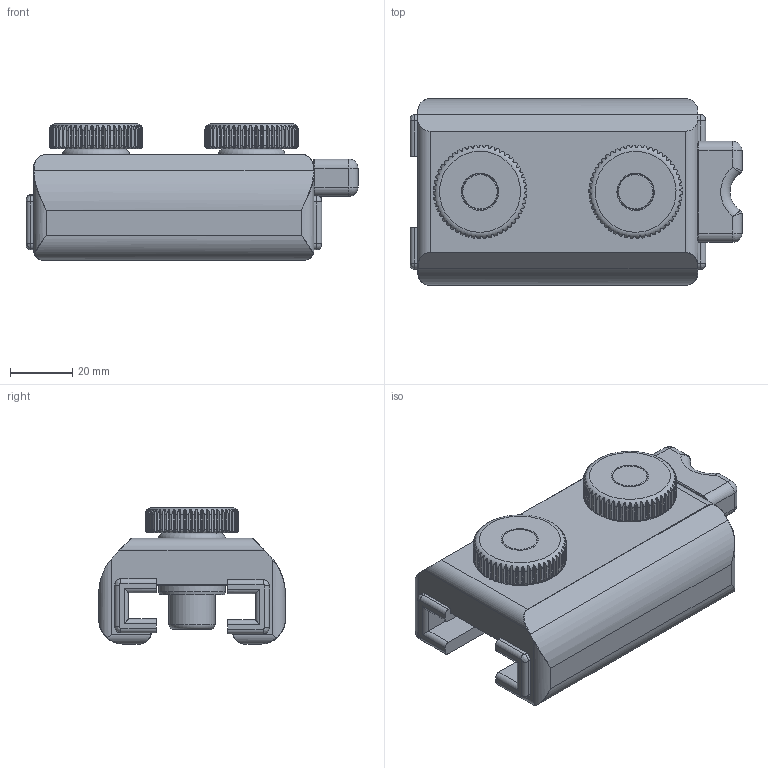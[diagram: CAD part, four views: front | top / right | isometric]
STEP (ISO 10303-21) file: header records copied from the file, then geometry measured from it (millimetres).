
FILE_DESCRIPTION(/* description */ (''),/* implementation_level */ '2;1');
FILE_NAME(/* name */ '691.722-AL.stp',/* time_stamp */ '2020-10-26T14:08:56+01:00',/* author */ ('lucade'),/* organization */ (''),/* preprocessor_version */ 'ST-DEVELOPER v18.1',/* originating_system */ 'Autodesk Inventor 2021',/* authorisation */ '');
FILE_SCHEMA (('AUTOMOTIVE_DESIGN { 1 0 10303 214 3 1 1 }'));
Length unit declared in the file: millimetre
Products named in the file (1): 20102614
Bounding box: 106.7 x 60 x 43.8 mm (x, y, z)
Volume: 137428.3 mm3; surface area: 38647.6 mm2
Topology: 1 solids, 8 shells, 700 faces, 1916 edges, 1218 vertices
Faces by surface type: cylinder 306, plane 290, torus 52, bspline 34, cone 10, sphere 8
Full cylindrical faces by diameter (mm): 12 x1, 14.8 x2, 15 x2, 21.5 x2
Entity records: 28255 total; most frequent: CARTESIAN_POINT 11707, ORIENTED_EDGE 3788, DIRECTION 3022, EDGE_CURVE 1894, VERTEX_POINT 1218, AXIS2_PLACEMENT_3D 1159, EDGE_LOOP 712, LINE 704
